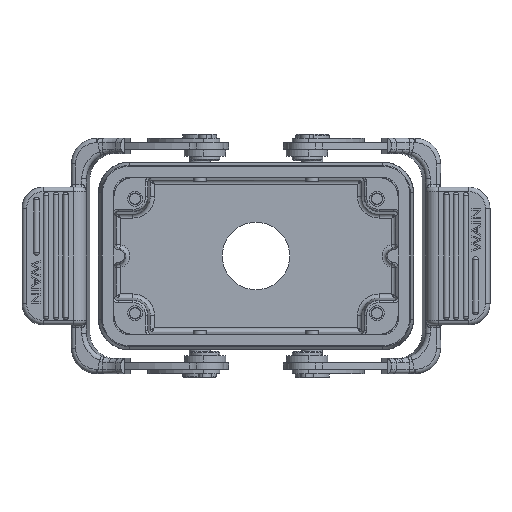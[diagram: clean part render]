
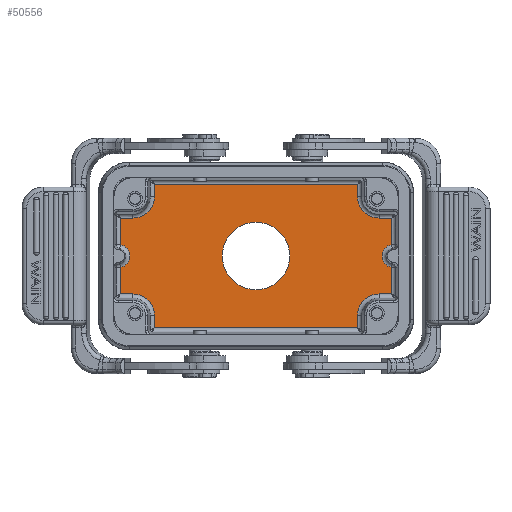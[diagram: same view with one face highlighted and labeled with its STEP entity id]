
A CAD part, front view. The second image highlights one B-rep face of the part: STEP entity #50556.
In plain terms, the highlighted planar face has unit normal (0, -1, 0).
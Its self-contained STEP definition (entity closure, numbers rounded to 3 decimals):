
#14036=DIRECTION('',(0.,0.,-1.));
#14037=VECTOR('',#14036,2.946);
#14038=CARTESIAN_POINT('',(-23.947,19.35,
-14.));
#14039=LINE('',#14038,#14037);
#14044=CARTESIAN_POINT('',(32.5,19.35,0.));
#14045=DIRECTION('',(0.,-1.,0.));
#14046=DIRECTION('',(-0.2,0.,0.98));
#14047=AXIS2_PLACEMENT_3D('',#14044,#14045,#14046);
#14049=CARTESIAN_POINT('',(29.,19.35,-14.));
#14050=DIRECTION('',(0.,-1.,0.));
#14051=DIRECTION('',(0.,0.,1.));
#14052=AXIS2_PLACEMENT_3D('',#14049,#14050,#14051);
#14054=CARTESIAN_POINT('',(-29.,19.35,-14.));
#14055=DIRECTION('',(0.,-1.,0.));
#14056=DIRECTION('',(1.,0.,0.));
#14057=AXIS2_PLACEMENT_3D('',#14054,#14055,#14056);
#14059=CARTESIAN_POINT('',(-32.5,19.35,0.));
#14060=DIRECTION('',(0.,-1.,0.));
#14061=DIRECTION('',(0.2,0.,-0.98));
#14062=AXIS2_PLACEMENT_3D('',#14059,#14060,#14061);
#14064=CARTESIAN_POINT('',(-29.,19.35,14.));
#14065=DIRECTION('',(0.,-1.,0.));
#14066=DIRECTION('',(0.,0.,-1.));
#14067=AXIS2_PLACEMENT_3D('',#14064,#14065,#14066);
#14069=CARTESIAN_POINT('',(29.,19.35,14.));
#14070=DIRECTION('',(0.,-1.,0.));
#14071=DIRECTION('',(-1.,0.,0.));
#14072=AXIS2_PLACEMENT_3D('',#14069,#14070,#14071);
#14074=CARTESIAN_POINT('',(0.,19.35,0.));
#14075=DIRECTION('',(0.,-1.,0.));
#14076=DIRECTION('',(-1.,0.,0.));
#14077=AXIS2_PLACEMENT_3D('',#14074,#14075,#14076);
#14079=CARTESIAN_POINT('',(0.,19.35,0.));
#14080=DIRECTION('',(0.,-1.,0.));
#14081=DIRECTION('',(1.,0.,0.));
#14082=AXIS2_PLACEMENT_3D('',#14079,#14080,#14081);
#14093=DIRECTION('',(0.,0.,1.));
#14094=VECTOR('',#14093,6.23);
#14095=CARTESIAN_POINT('',(31.947,19.35,2.717));
#14096=LINE('',#14095,#14094);
#14390=DIRECTION('',(0.,0.,
-1.));
#14391=VECTOR('',#14390,6.23);
#14392=CARTESIAN_POINT('',(-31.946,19.35,
8.946));
#14393=LINE('',#14392,#14391);
#14432=DIRECTION('',(0.,0.,-1.));
#14433=VECTOR('',#14432,6.23);
#14434=CARTESIAN_POINT('',(-31.947,19.35,
-2.717));
#14435=LINE('',#14434,#14433);
#14463=DIRECTION('',(1.,0.,0.));
#14464=VECTOR('',#14463,2.946);
#14465=CARTESIAN_POINT('',(-31.946,19.35,
-8.946));
#14466=LINE('',#14465,#14464);
#14573=DIRECTION('',(-1.,0.,0.));
#14574=VECTOR('',#14573,2.946);
#14575=CARTESIAN_POINT('',(-29.,19.35,
8.947));
#14576=LINE('',#14575,#14574);
#14600=DIRECTION('',(0.,0.,-1.));
#14601=VECTOR('',#14600,2.946);
#14602=CARTESIAN_POINT('',(-23.946,19.35,
16.946));
#14603=LINE('',#14602,#14601);
#14627=DIRECTION('',(-1.,0.,0.));
#14628=VECTOR('',#14627,47.893);
#14629=CARTESIAN_POINT('',(23.946,19.35,16.946));
#14630=LINE('',#14629,#14628);
#14658=DIRECTION('',(0.,0.,1.));
#14659=VECTOR('',#14658,2.946);
#14660=CARTESIAN_POINT('',(23.947,19.35,14.));
#14661=LINE('',#14660,#14659);
#14685=DIRECTION('',(-1.,0.,0.));
#14686=VECTOR('',#14685,2.946);
#14687=CARTESIAN_POINT('',(31.946,19.35,8.946));
#14688=LINE('',#14687,#14686);
#15136=DIRECTION('',(1.,0.,0.));
#15137=VECTOR('',#15136,2.946);
#15138=CARTESIAN_POINT('',(29.,19.35,
-8.947));
#15139=LINE('',#15138,#15137);
#15163=DIRECTION('',(0.,0.,1.));
#15164=VECTOR('',#15163,2.946);
#15165=CARTESIAN_POINT('',(23.946,19.35,
-16.946));
#15166=LINE('',#15165,#15164);
#15190=DIRECTION('',(1.,0.,0.));
#15191=VECTOR('',#15190,47.893);
#15192=CARTESIAN_POINT('',(-23.946,19.35,
-16.946));
#15193=LINE('',#15192,#15191);
#15198=DIRECTION('',(0.,0.,1.));
#15199=VECTOR('',#15198,6.23);
#15200=CARTESIAN_POINT('',(31.946,19.35,
-8.946));
#15201=LINE('',#15200,#15199);
#21606=CARTESIAN_POINT('',(7.95,19.35,0.));
#21607=VERTEX_POINT('',#21606);
#21608=CARTESIAN_POINT('',(-7.95,19.35,0.));
#21609=VERTEX_POINT('',#21608);
#21610=CARTESIAN_POINT('',(31.947,19.35,2.717));
#21611=CARTESIAN_POINT('',(31.946,19.35,8.946));
#21612=VERTEX_POINT('',#21610);
#21613=VERTEX_POINT('',#21611);
#21614=CARTESIAN_POINT('',(31.946,19.35,-2.717));
#21615=VERTEX_POINT('',#21614);
#21616=CARTESIAN_POINT('',(31.946,19.35,
-8.946));
#21617=VERTEX_POINT('',#21616);
#21618=CARTESIAN_POINT('',(29.,19.35,
-8.947));
#21619=VERTEX_POINT('',#21618);
#21620=CARTESIAN_POINT('',(23.947,19.35,-14.));
#21621=VERTEX_POINT('',#21620);
#21622=CARTESIAN_POINT('',(23.946,19.35,
-16.946));
#21623=VERTEX_POINT('',#21622);
#21624=CARTESIAN_POINT('',(-23.946,19.35,
-16.946));
#21625=VERTEX_POINT('',#21624);
#21626=CARTESIAN_POINT('',(-23.947,19.35,
-14.));
#21627=VERTEX_POINT('',#21626);
#21628=CARTESIAN_POINT('',(-29.,19.35,-8.947));
#21629=VERTEX_POINT('',#21628);
#21630=CARTESIAN_POINT('',(-31.946,19.35,
-8.946));
#21631=VERTEX_POINT('',#21630);
#21632=CARTESIAN_POINT('',(-31.947,19.35,
-2.717));
#21633=VERTEX_POINT('',#21632);
#21634=CARTESIAN_POINT('',(-31.946,19.35,2.717));
#21635=VERTEX_POINT('',#21634);
#21636=CARTESIAN_POINT('',(-31.946,19.35,
8.946));
#21637=VERTEX_POINT('',#21636);
#21638=CARTESIAN_POINT('',(-29.,19.35,
8.947));
#21639=VERTEX_POINT('',#21638);
#21640=CARTESIAN_POINT('',(-23.947,19.35,14.));
#21641=VERTEX_POINT('',#21640);
#21642=CARTESIAN_POINT('',(-23.946,19.35,
16.946));
#21643=VERTEX_POINT('',#21642);
#21644=CARTESIAN_POINT('',(23.946,19.35,16.946));
#21645=VERTEX_POINT('',#21644);
#21646=CARTESIAN_POINT('',(23.947,19.35,14.));
#21647=VERTEX_POINT('',#21646);
#21648=CARTESIAN_POINT('',(29.,19.35,8.947));
#21649=VERTEX_POINT('',#21648);
#50504=CARTESIAN_POINT('',(0.,19.35,-21.5));
#50505=DIRECTION('',(0.,-1.,0.));
#50506=DIRECTION('',(0.,0.,-1.));
#50507=AXIS2_PLACEMENT_3D('',#50504,#50505,#50506);
#50508=PLANE('',#50507);
#50510=ORIENTED_EDGE('',*,*,#50509,.F.);
#50512=ORIENTED_EDGE('',*,*,#50511,.T.);
#50514=ORIENTED_EDGE('',*,*,#50513,.F.);
#50516=ORIENTED_EDGE('',*,*,#50515,.F.);
#50518=ORIENTED_EDGE('',*,*,#50517,.T.);
#50520=ORIENTED_EDGE('',*,*,#50519,.F.);
#50522=ORIENTED_EDGE('',*,*,#50521,.F.);
#50523=ORIENTED_EDGE('',*,*,#50495,.F.);
#50525=ORIENTED_EDGE('',*,*,#50524,.T.);
#50527=ORIENTED_EDGE('',*,*,#50526,.F.);
#50529=ORIENTED_EDGE('',*,*,#50528,.F.);
#50531=ORIENTED_EDGE('',*,*,#50530,.T.);
#50533=ORIENTED_EDGE('',*,*,#50532,.F.);
#50535=ORIENTED_EDGE('',*,*,#50534,.F.);
#50537=ORIENTED_EDGE('',*,*,#50536,.T.);
#50539=ORIENTED_EDGE('',*,*,#50538,.F.);
#50541=ORIENTED_EDGE('',*,*,#50540,.F.);
#50543=ORIENTED_EDGE('',*,*,#50542,.F.);
#50545=ORIENTED_EDGE('',*,*,#50544,.T.);
#50547=ORIENTED_EDGE('',*,*,#50546,.F.);
#50548=EDGE_LOOP('',(#50510,#50512,#50514,#50516,#50518,#50520,#50522,#50523,
#50525,#50527,#50529,#50531,#50533,#50535,#50537,#50539,#50541,#50543,#50545,
#50547));
#50549=FACE_OUTER_BOUND('',#50548,.F.);
#50551=ORIENTED_EDGE('',*,*,#50550,.T.);
#50553=ORIENTED_EDGE('',*,*,#50552,.T.);
#50554=EDGE_LOOP('',(#50551,#50553));
#50555=FACE_BOUND('',#50554,.F.);
#50556=ADVANCED_FACE('',(#50549,#50555),#50508,.T.);
#14048=CIRCLE('',#14047,2.772);
#14053=CIRCLE('',#14052,5.053);
#14058=CIRCLE('',#14057,5.053);
#14063=CIRCLE('',#14062,2.772);
#14068=CIRCLE('',#14067,5.053);
#14073=CIRCLE('',#14072,5.053);
#14078=CIRCLE('',#14077,7.95);
#14083=CIRCLE('',#14082,7.95);
#50495=EDGE_CURVE('',#21627,#21625,#14039,.T.);
#50509=EDGE_CURVE('',#21612,#21613,#14096,.T.);
#50511=EDGE_CURVE('',#21612,#21615,#14048,.T.);
#50513=EDGE_CURVE('',#21617,#21615,#15201,.T.);
#50515=EDGE_CURVE('',#21619,#21617,#15139,.T.);
#50517=EDGE_CURVE('',#21619,#21621,#14053,.T.);
#50519=EDGE_CURVE('',#21623,#21621,#15166,.T.);
#50521=EDGE_CURVE('',#21625,#21623,#15193,.T.);
#50524=EDGE_CURVE('',#21627,#21629,#14058,.T.);
#50526=EDGE_CURVE('',#21631,#21629,#14466,.T.);
#50528=EDGE_CURVE('',#21633,#21631,#14435,.T.);
#50530=EDGE_CURVE('',#21633,#21635,#14063,.T.);
#50532=EDGE_CURVE('',#21637,#21635,#14393,.T.);
#50534=EDGE_CURVE('',#21639,#21637,#14576,.T.);
#50536=EDGE_CURVE('',#21639,#21641,#14068,.T.);
#50538=EDGE_CURVE('',#21643,#21641,#14603,.T.);
#50540=EDGE_CURVE('',#21645,#21643,#14630,.T.);
#50542=EDGE_CURVE('',#21647,#21645,#14661,.T.);
#50544=EDGE_CURVE('',#21647,#21649,#14073,.T.);
#50546=EDGE_CURVE('',#21613,#21649,#14688,.T.);
#50550=EDGE_CURVE('',#21609,#21607,#14078,.T.);
#50552=EDGE_CURVE('',#21607,#21609,#14083,.T.);
